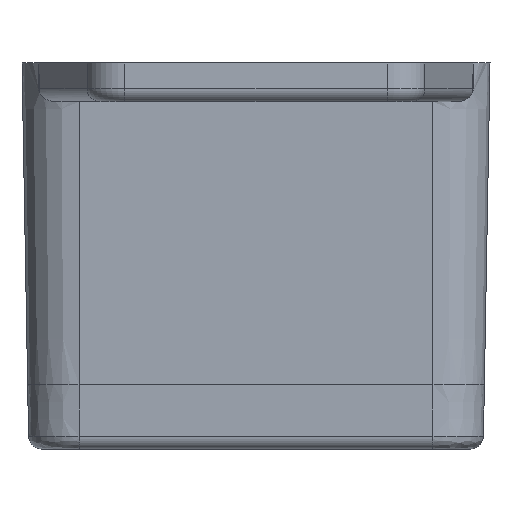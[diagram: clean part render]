
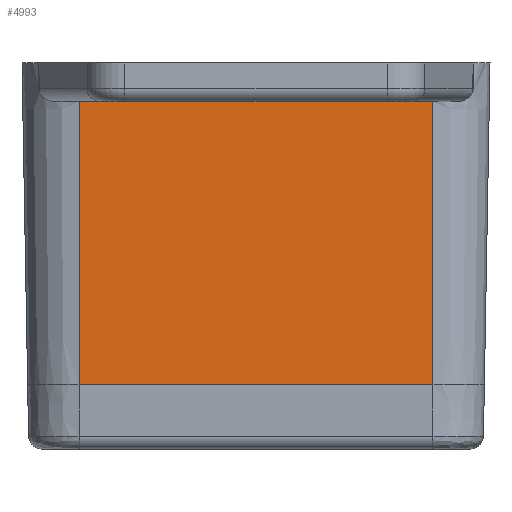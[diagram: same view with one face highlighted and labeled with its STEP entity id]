
A CAD part, front view. The second image highlights one B-rep face of the part: STEP entity #4993.
In plain terms, the highlighted planar face has unit normal (0, -1, -0.018).
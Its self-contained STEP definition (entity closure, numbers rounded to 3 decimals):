
#1983 = ORIENTED_EDGE ( 'NONE', *, *, #4707, .F. ) ;
#1986 = VERTEX_POINT ( 'NONE', #7837 ) ;
#1996 = EDGE_LOOP ( 'NONE', ( #5002, #4703, #5000, #1983 ) ) ;
#1999 = VERTEX_POINT ( 'NONE', #7876 ) ;
#2006 = EDGE_CURVE ( 'NONE', #1986, #4999, #7909, .T. ) ;
#4702 = EDGE_CURVE ( 'NONE', #5003, #1999, #7968, .T. ) ;
#4703 = ORIENTED_EDGE ( 'NONE', *, *, #4994, .T. ) ;
#4707 = EDGE_CURVE ( 'NONE', #4999, #5003, #8015, .T. ) ;
#4993 = ADVANCED_FACE ( 'NONE', ( #8027 ), #7781, .T. ) ;
#4994 = EDGE_CURVE ( 'NONE', #1986, #1999, #8496, .T. ) ;
#4999 = VERTEX_POINT ( 'NONE', #8561 ) ;
#5000 = ORIENTED_EDGE ( 'NONE', *, *, #4702, .F. ) ;
#5002 = ORIENTED_EDGE ( 'NONE', *, *, #2006, .F. ) ;
#5003 = VERTEX_POINT ( 'NONE', #8557 ) ;
#7768 = AXIS2_PLACEMENT_3D ( 'NONE', #8036, #8035, #8028 ) ;
#7781 = PLANE ( 'NONE',  #7768 ) ;
#7837 = CARTESIAN_POINT ( 'NONE',  ( -406.598, 2134.839, 21. ) ) ;
#7876 = CARTESIAN_POINT ( 'NONE',  ( -406.598, 2135.223, -1. ) ) ;
#7899 = DIRECTION ( 'NONE',  ( 1., 0., 0. ) ) ;
#7900 = VECTOR ( 'NONE', #7899, 1000. ) ;
#7908 = CARTESIAN_POINT ( 'NONE',  ( -406.598, 2134.839, 21. ) ) ;
#7909 = LINE ( 'NONE', #7908, #7900 ) ;
#7962 = CARTESIAN_POINT ( 'NONE',  ( -406.598, 2135.223, -1. ) ) ;
#7963 = DIRECTION ( 'NONE',  ( -1., 0., 0. ) ) ;
#7968 = LINE ( 'NONE', #7962, #8020 ) ;
#8012 = DIRECTION ( 'NONE',  ( 0., 0.017, -1. ) ) ;
#8013 = VECTOR ( 'NONE', #8012, 1000. ) ;
#8014 = CARTESIAN_POINT ( 'NONE',  ( -379.098, 2135.223, -1. ) ) ;
#8015 = LINE ( 'NONE', #8014, #8013 ) ;
#8020 = VECTOR ( 'NONE', #7963, 1000. ) ;
#8027 = FACE_OUTER_BOUND ( 'NONE', #1996, .T. ) ;
#8028 = DIRECTION ( 'NONE',  ( 0., 0.017, -1. ) ) ;
#8035 = DIRECTION ( 'NONE',  ( 0., -1., -0.017 ) ) ;
#8036 = CARTESIAN_POINT ( 'NONE',  ( -406.598, 2135.223, -1. ) ) ;
#8496 = LINE ( 'NONE', #8506, #8500 ) ;
#8499 = DIRECTION ( 'NONE',  ( 0., 0.017, -1. ) ) ;
#8500 = VECTOR ( 'NONE', #8499, 1000. ) ;
#8506 = CARTESIAN_POINT ( 'NONE',  ( -406.598, 2135.223, -1. ) ) ;
#8557 = CARTESIAN_POINT ( 'NONE',  ( -379.098, 2135.223, -1. ) ) ;
#8561 = CARTESIAN_POINT ( 'NONE',  ( -379.098, 2134.839, 21. ) ) ;
